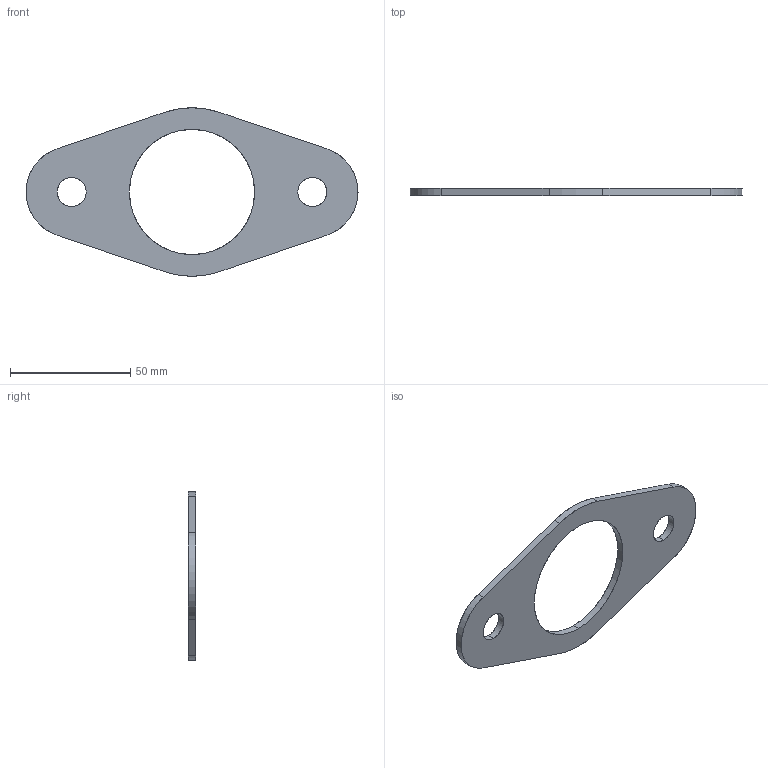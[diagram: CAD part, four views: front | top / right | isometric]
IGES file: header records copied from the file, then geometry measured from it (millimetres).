
Start section: SolidWorks IGES file using analytic representation for surfaces
Global section: file name: Flanschdichtung Oval_6300178.IGS; native system: SolidWorks 2010; preprocessor: SolidWorks 2010; author: LarsenR; date: 120823.124927; units: millimetre
Bounding box: 138 x 3 x 70 mm (x, y, z)
Surface area: 10631.7 mm2 (no closed solid volume)
Topology: 0 solids, 0 shells, 17 faces, 420 edges, 420 vertices
Faces by surface type: revolution 11, bspline 6
